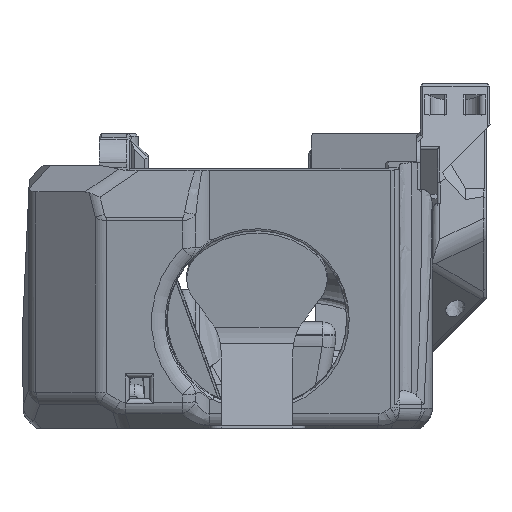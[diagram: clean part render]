
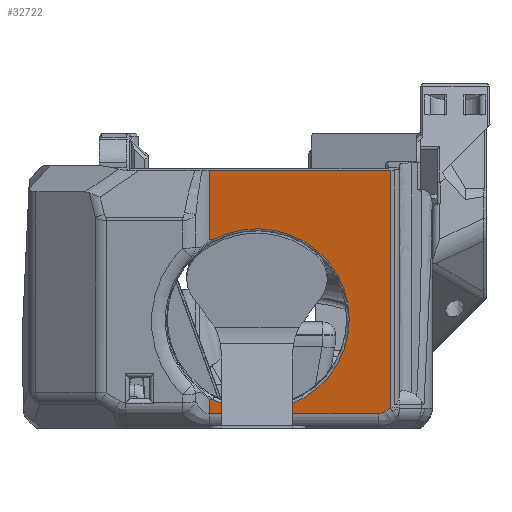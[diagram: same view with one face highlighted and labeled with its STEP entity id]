
A CAD part, left-side view. The second image highlights one B-rep face of the part: STEP entity #32722.
In plain terms, the highlighted planar face has unit normal (-0.985, 0, -0.174).
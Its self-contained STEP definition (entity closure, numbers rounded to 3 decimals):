
#848=B_SPLINE_CURVE_WITH_KNOTS('',3,(#53733,#53734,#53735,#53736),
 .UNSPECIFIED.,.F.,.F.,(4,4),(0.,0.382),.UNSPECIFIED.);
#857=B_SPLINE_CURVE_WITH_KNOTS('',3,(#53996,#53997,#53998,#53999),
 .UNSPECIFIED.,.F.,.F.,(4,4),(0.618,1.),.UNSPECIFIED.);
#1488=CIRCLE('',#34802,14.4);
#2682=ELLIPSE('',#35299,3.203,2.);
#6997=ORIENTED_EDGE('',*,*,#15153,.F.);
#6998=ORIENTED_EDGE('',*,*,#14378,.T.);
#6999=ORIENTED_EDGE('',*,*,#15270,.T.);
#7000=ORIENTED_EDGE('',*,*,#15271,.F.);
#7001=ORIENTED_EDGE('',*,*,#15272,.T.);
#7002=ORIENTED_EDGE('',*,*,#15273,.T.);
#7003=ORIENTED_EDGE('',*,*,#15274,.F.);
#7004=ORIENTED_EDGE('',*,*,#15275,.T.);
#7005=ORIENTED_EDGE('',*,*,#14953,.F.);
#7006=ORIENTED_EDGE('',*,*,#14963,.F.);
#14378=EDGE_CURVE('',#18940,#18939,#1488,.T.);
#14953=EDGE_CURVE('',#19324,#19325,#22249,.T.);
#14963=EDGE_CURVE('',#19331,#19324,#22253,.T.);
#15153=EDGE_CURVE('',#18940,#19331,#848,.F.);
#15270=EDGE_CURVE('',#18939,#19570,#857,.T.);
#15271=EDGE_CURVE('',#19571,#19570,#22446,.T.);
#15272=EDGE_CURVE('',#19571,#19572,#22447,.T.);
#15273=EDGE_CURVE('',#19572,#19573,#2682,.T.);
#15274=EDGE_CURVE('',#19574,#19573,#22448,.T.);
#15275=EDGE_CURVE('',#19574,#19325,#22449,.T.);
#18939=VERTEX_POINT('',#50766);
#18940=VERTEX_POINT('',#50768);
#19324=VERTEX_POINT('',#53212);
#19325=VERTEX_POINT('',#53214);
#19331=VERTEX_POINT('',#53244);
#19570=VERTEX_POINT('',#54000);
#19571=VERTEX_POINT('',#54002);
#19572=VERTEX_POINT('',#54004);
#19573=VERTEX_POINT('',#54006);
#19574=VERTEX_POINT('',#54008);
#22249=LINE('',#53213,#25170);
#22253=LINE('',#53245,#25174);
#22446=LINE('',#54001,#25367);
#22447=LINE('',#54003,#25368);
#22448=LINE('',#54007,#25369);
#22449=LINE('',#54009,#25370);
#25170=VECTOR('',#40334,1000.);
#25174=VECTOR('',#40350,1000.);
#25367=VECTOR('',#40831,1000.);
#25368=VECTOR('',#40832,1000.);
#25369=VECTOR('',#40835,1000.);
#25370=VECTOR('',#40836,1000.);
#27719=EDGE_LOOP('',(#6997,#6998,#6999,#7000,#7001,#7002,#7003,#7004,#7005,
#7006));
#29738=FACE_BOUND('',#27719,.T.);
#31375=PLANE('',#35298);
#32722=ADVANCED_FACE('',(#29738),#31375,.F.);
#34802=AXIS2_PLACEMENT_3D('',#50767,#39398,#39399);
#35298=AXIS2_PLACEMENT_3D('',#53995,#40829,#40830);
#35299=AXIS2_PLACEMENT_3D('',#54005,#40833,#40834);
#39398=DIRECTION('',(0.985,0.,0.174));
#39399=DIRECTION('',(0.174,0.,-0.985));
#40334=DIRECTION('',(0.,-1.,0.));
#40350=DIRECTION('',(-0.174,0.,0.985));
#40829=DIRECTION('',(0.985,0.,0.174));
#40830=DIRECTION('',(-0.174,0.,0.985));
#40831=DIRECTION('',(-0.174,0.,0.985));
#40832=DIRECTION('',(0.,-1.,0.));
#40833=DIRECTION('',(-0.985,0.,-0.174));
#40834=DIRECTION('',(-0.165,-0.304,0.938));
#40835=DIRECTION('',(0.097,0.829,-0.551));
#40836=DIRECTION('',(-0.174,0.,0.985));
#50766=CARTESIAN_POINT('',(-28.264,11.767,4.533));
#50767=CARTESIAN_POINT('',(-30.458,4.853,16.973));
#50768=CARTESIAN_POINT('',(-32.651,11.767,29.413));
#53212=CARTESIAN_POINT('',(-34.572,12.27,40.304));
#53213=CARTESIAN_POINT('',(-34.572,24.853,40.304));
#53214=CARTESIAN_POINT('',(-34.572,-16.002,40.304));
#53244=CARTESIAN_POINT('',(-32.66,12.27,29.463));
#53245=CARTESIAN_POINT('',(-31.185,12.27,21.099));
#53733=CARTESIAN_POINT('',(-32.66,12.27,29.463));
#53734=CARTESIAN_POINT('',(-32.657,12.102,29.442));
#53735=CARTESIAN_POINT('',(-32.654,11.935,29.425));
#53736=CARTESIAN_POINT('',(-32.651,11.767,29.413));
#53995=CARTESIAN_POINT('',(-31.185,24.853,21.099));
#53996=CARTESIAN_POINT('',(-28.264,11.767,4.533));
#53997=CARTESIAN_POINT('',(-28.262,11.935,4.52));
#53998=CARTESIAN_POINT('',(-28.259,12.102,4.503));
#53999=CARTESIAN_POINT('',(-28.255,12.27,4.482));
#54000=CARTESIAN_POINT('',(-28.255,12.27,4.482));
#54001=CARTESIAN_POINT('',(-31.185,12.27,21.099));
#54002=CARTESIAN_POINT('',(-27.864,12.27,2.262));
#54003=CARTESIAN_POINT('',(-27.864,-14.655,2.262));
#54004=CARTESIAN_POINT('',(-27.864,-14.07,2.262));
#54005=CARTESIAN_POINT('',(-28.404,-14.652,5.326));
#54006=CARTESIAN_POINT('',(-27.923,-15.07,2.597));
#54007=CARTESIAN_POINT('',(-27.821,-14.199,2.018));
#54008=CARTESIAN_POINT('',(-28.032,-16.002,3.216));
#54009=CARTESIAN_POINT('',(-7.663,-16.002,-112.301));
